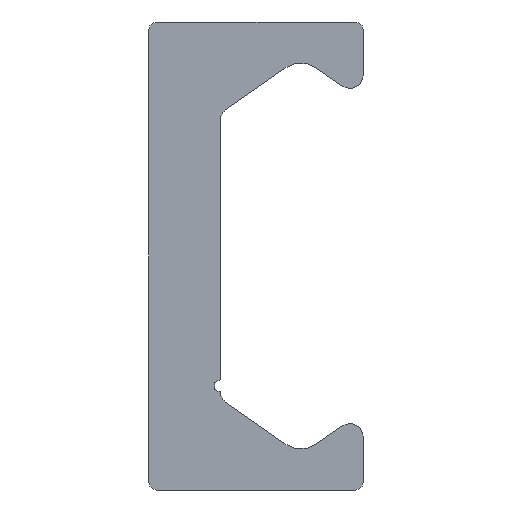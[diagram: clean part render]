
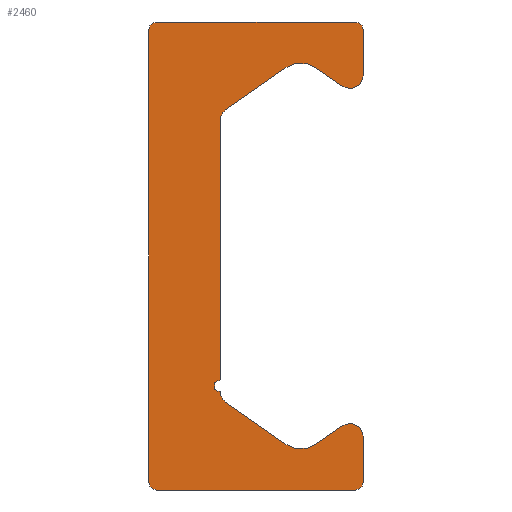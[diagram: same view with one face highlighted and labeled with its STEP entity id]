
A CAD part, left-side view. The second image highlights one B-rep face of the part: STEP entity #2460.
In plain terms, the highlighted planar face has unit normal (-1, 0, 0).
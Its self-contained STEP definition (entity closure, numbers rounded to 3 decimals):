
#1443=CARTESIAN_POINT('',(0.0,1.375,5.214));
#1444=VERTEX_POINT('',#1443);
#1451=CARTESIAN_POINT('',(0.0,1.375,-4.75));
#1452=VERTEX_POINT('',#1451);
#1453=CARTESIAN_POINT('',(0.0,1.375,5.214));
#1454=DIRECTION('',(0.0,0.0,-1.0));
#1455=VECTOR('',#1454,9.964);
#1456=LINE('',#1453,#1455);
#1457=EDGE_CURVE('',#1444,#1452,#1456,.T.);
#1699=CARTESIAN_POINT('',(0.0,3.825,-9.));
#1700=VERTEX_POINT('',#1699);
#1707=CARTESIAN_POINT('',(0.0,4.125,-8.7));
#1708=VERTEX_POINT('',#1707);
#1709=CARTESIAN_POINT('',(0.0,3.825,-8.7));
#1710=DIRECTION('',(1.0,0.0,0.0));
#1711=DIRECTION('',(0.0,0.0,-1.0));
#1712=AXIS2_PLACEMENT_3D('',#1709,#1710,#1711);
#1713=CIRCLE('',#1712,0.3);
#1714=EDGE_CURVE('',#1700,#1708,#1713,.T.);
#1738=CARTESIAN_POINT('',(0.0,-3.825,-9.));
#1739=VERTEX_POINT('',#1738);
#1746=CARTESIAN_POINT('',(0.0,-3.825,-9.));
#1747=DIRECTION('',(0.0,1.0,0.0));
#1748=VECTOR('',#1747,7.65);
#1749=LINE('',#1746,#1748);
#1750=EDGE_CURVE('',#1739,#1700,#1749,.T.);
#1770=CARTESIAN_POINT('',(0.0,-4.125,-8.7));
#1771=VERTEX_POINT('',#1770);
#1778=CARTESIAN_POINT('',(0.0,-3.825,-8.7));
#1779=DIRECTION('',(1.0,0.0,0.0));
#1780=DIRECTION('',(0.0,-1.0,0.0));
#1781=AXIS2_PLACEMENT_3D('',#1778,#1779,#1780);
#1782=CIRCLE('',#1781,0.3);
#1783=EDGE_CURVE('',#1771,#1739,#1782,.T.);
#1802=CARTESIAN_POINT('',(0.0,-4.125,-6.925));
#1803=VERTEX_POINT('',#1802);
#1810=CARTESIAN_POINT('',(0.0,-4.125,-6.925));
#1811=DIRECTION('',(0.0,0.0,-1.0));
#1812=VECTOR('',#1811,1.775);
#1813=LINE('',#1810,#1812);
#1814=EDGE_CURVE('',#1803,#1771,#1813,.T.);
#1834=CARTESIAN_POINT('',(0.0,-3.338,-6.515));
#1835=VERTEX_POINT('',#1834);
#1842=CARTESIAN_POINT('',(0.0,-3.625,-6.925));
#1843=DIRECTION('',(1.0,0.0,0.0));
#1844=DIRECTION('',(0.0,0.574,0.819));
#1845=AXIS2_PLACEMENT_3D('',#1842,#1843,#1844);
#1846=CIRCLE('',#1845,0.5);
#1847=EDGE_CURVE('',#1835,#1803,#1846,.T.);
#1866=CARTESIAN_POINT('',(0.0,-2.299,-7.243));
#1867=VERTEX_POINT('',#1866);
#1874=CARTESIAN_POINT('',(0.0,-2.299,-7.243));
#1875=DIRECTION('',(0.0,-0.819,0.574));
#1876=VECTOR('',#1875,1.269);
#1877=LINE('',#1874,#1876);
#1878=EDGE_CURVE('',#1867,#1835,#1877,.T.);
#1898=CARTESIAN_POINT('',(0.0,-1.151,-7.243));
#1899=VERTEX_POINT('',#1898);
#1906=CARTESIAN_POINT('',(0.0,-1.725,-6.424));
#1907=DIRECTION('',(-1.0,0.0,0.0));
#1908=DIRECTION('',(0.0,0.574,0.819));
#1909=AXIS2_PLACEMENT_3D('',#1906,#1907,#1908);
#1910=CIRCLE('',#1909,1.0);
#1911=EDGE_CURVE('',#1899,#1867,#1910,.T.);
#1930=CARTESIAN_POINT('',(0.0,1.162,-5.624));
#1931=VERTEX_POINT('',#1930);
#1938=CARTESIAN_POINT('',(0.0,1.162,-5.624));
#1939=DIRECTION('',(0.0,-0.819,-0.574));
#1940=VECTOR('',#1939,2.824);
#1941=LINE('',#1938,#1940);
#1942=EDGE_CURVE('',#1931,#1899,#1941,.T.);
#1962=CARTESIAN_POINT('',(0.0,1.375,-5.214));
#1963=VERTEX_POINT('',#1962);
#1970=CARTESIAN_POINT('',(0.0,0.875,-5.214));
#1971=DIRECTION('',(-1.0,0.0,0.0));
#1972=DIRECTION('',(0.0,-0.574,0.819));
#1973=AXIS2_PLACEMENT_3D('',#1970,#1971,#1972);
#1974=CIRCLE('',#1973,0.5);
#1975=EDGE_CURVE('',#1963,#1931,#1974,.T.);
#1994=CARTESIAN_POINT('',(0.0,1.375,-5.25));
#1995=VERTEX_POINT('',#1994);
#2002=CARTESIAN_POINT('',(0.0,1.375,-5.25));
#2003=DIRECTION('',(0.0,0.0,1.0));
#2004=VECTOR('',#2003,0.036);
#2005=LINE('',#2002,#2004);
#2006=EDGE_CURVE('',#1995,#1963,#2005,.T.);
#2046=CARTESIAN_POINT('',(0.0,1.375,-5.0));
#2047=DIRECTION('',(-1.0,0.0,0.0));
#2048=DIRECTION('',(0.0,0.0,1.0));
#2049=AXIS2_PLACEMENT_3D('',#2046,#2047,#2048);
#2050=CIRCLE('',#2049,0.25);
#2051=EDGE_CURVE('',#1452,#1995,#2050,.T.);
#2071=CARTESIAN_POINT('',(0.0,1.162,5.624));
#2072=VERTEX_POINT('',#2071);
#2079=CARTESIAN_POINT('',(0.0,0.875,5.214));
#2080=DIRECTION('',(-1.0,0.0,0.0));
#2081=DIRECTION('',(0.0,-1.0,0.0));
#2082=AXIS2_PLACEMENT_3D('',#2079,#2080,#2081);
#2083=CIRCLE('',#2082,0.5);
#2084=EDGE_CURVE('',#2072,#1444,#2083,.T.);
#2103=CARTESIAN_POINT('',(0.0,-1.151,7.243));
#2104=VERTEX_POINT('',#2103);
#2111=CARTESIAN_POINT('',(0.0,-1.151,7.243));
#2112=DIRECTION('',(0.0,0.819,-0.574));
#2113=VECTOR('',#2112,2.824);
#2114=LINE('',#2111,#2113);
#2115=EDGE_CURVE('',#2104,#2072,#2114,.T.);
#2135=CARTESIAN_POINT('',(0.0,-2.299,7.243));
#2136=VERTEX_POINT('',#2135);
#2143=CARTESIAN_POINT('',(0.0,-1.725,6.424));
#2144=DIRECTION('',(-1.0,0.0,0.0));
#2145=DIRECTION('',(0.0,-0.574,-0.819));
#2146=AXIS2_PLACEMENT_3D('',#2143,#2144,#2145);
#2147=CIRCLE('',#2146,1.0);
#2148=EDGE_CURVE('',#2136,#2104,#2147,.T.);
#2167=CARTESIAN_POINT('',(0.0,-3.338,6.515));
#2168=VERTEX_POINT('',#2167);
#2175=CARTESIAN_POINT('',(0.0,-3.338,6.515));
#2176=DIRECTION('',(0.0,0.819,0.574));
#2177=VECTOR('',#2176,1.269);
#2178=LINE('',#2175,#2177);
#2179=EDGE_CURVE('',#2168,#2136,#2178,.T.);
#2199=CARTESIAN_POINT('',(0.0,-4.125,6.925));
#2200=VERTEX_POINT('',#2199);
#2207=CARTESIAN_POINT('',(0.0,-3.625,6.925));
#2208=DIRECTION('',(1.0,0.0,0.0));
#2209=DIRECTION('',(0.0,-1.0,0.0));
#2210=AXIS2_PLACEMENT_3D('',#2207,#2208,#2209);
#2211=CIRCLE('',#2210,0.5);
#2212=EDGE_CURVE('',#2200,#2168,#2211,.T.);
#2231=CARTESIAN_POINT('',(0.0,-4.125,8.7));
#2232=VERTEX_POINT('',#2231);
#2239=CARTESIAN_POINT('',(0.0,-4.125,8.7));
#2240=DIRECTION('',(0.0,0.0,-1.0));
#2241=VECTOR('',#2240,1.775);
#2242=LINE('',#2239,#2241);
#2243=EDGE_CURVE('',#2232,#2200,#2242,.T.);
#2263=CARTESIAN_POINT('',(0.0,-3.825,9.));
#2264=VERTEX_POINT('',#2263);
#2271=CARTESIAN_POINT('',(0.0,-3.825,8.7));
#2272=DIRECTION('',(1.0,0.0,0.0));
#2273=DIRECTION('',(0.0,0.0,1.0));
#2274=AXIS2_PLACEMENT_3D('',#2271,#2272,#2273);
#2275=CIRCLE('',#2274,0.3);
#2276=EDGE_CURVE('',#2264,#2232,#2275,.T.);
#2295=CARTESIAN_POINT('',(0.0,3.825,9.));
#2296=VERTEX_POINT('',#2295);
#2303=CARTESIAN_POINT('',(0.0,3.825,9.));
#2304=DIRECTION('',(0.0,-1.0,0.0));
#2305=VECTOR('',#2304,7.65);
#2306=LINE('',#2303,#2305);
#2307=EDGE_CURVE('',#2296,#2264,#2306,.T.);
#2327=CARTESIAN_POINT('',(0.0,4.125,8.7));
#2328=VERTEX_POINT('',#2327);
#2335=CARTESIAN_POINT('',(0.0,3.825,8.7));
#2336=DIRECTION('',(1.0,0.0,0.0));
#2337=DIRECTION('',(0.0,1.0,0.0));
#2338=AXIS2_PLACEMENT_3D('',#2335,#2336,#2337);
#2339=CIRCLE('',#2338,0.3);
#2340=EDGE_CURVE('',#2328,#2296,#2339,.T.);
#2358=CARTESIAN_POINT('',(0.0,4.125,-8.7));
#2359=DIRECTION('',(0.0,0.0,1.0));
#2360=VECTOR('',#2359,17.4);
#2361=LINE('',#2358,#2360);
#2362=EDGE_CURVE('',#1708,#2328,#2361,.T.);
#2431=CARTESIAN_POINT('',(0.0,0.856,-0.029));
#2432=DIRECTION('',(1.0,0.0,0.0));
#2433=DIRECTION('',(0.0,0.0,-1.0));
#2434=AXIS2_PLACEMENT_3D('',#2431,#2432,#2433);
#2435=PLANE('',#2434);
#2436=ORIENTED_EDGE('',*,*,#2362,.F.);
#2437=ORIENTED_EDGE('',*,*,#1714,.F.);
#2438=ORIENTED_EDGE('',*,*,#1750,.F.);
#2439=ORIENTED_EDGE('',*,*,#1783,.F.);
#2440=ORIENTED_EDGE('',*,*,#1814,.F.);
#2441=ORIENTED_EDGE('',*,*,#1847,.F.);
#2442=ORIENTED_EDGE('',*,*,#1878,.F.);
#2443=ORIENTED_EDGE('',*,*,#1911,.F.);
#2444=ORIENTED_EDGE('',*,*,#1942,.F.);
#2445=ORIENTED_EDGE('',*,*,#1975,.F.);
#2446=ORIENTED_EDGE('',*,*,#2006,.F.);
#2447=ORIENTED_EDGE('',*,*,#2051,.F.);
#2448=ORIENTED_EDGE('',*,*,#1457,.F.);
#2449=ORIENTED_EDGE('',*,*,#2084,.F.);
#2450=ORIENTED_EDGE('',*,*,#2115,.F.);
#2451=ORIENTED_EDGE('',*,*,#2148,.F.);
#2452=ORIENTED_EDGE('',*,*,#2179,.F.);
#2453=ORIENTED_EDGE('',*,*,#2212,.F.);
#2454=ORIENTED_EDGE('',*,*,#2243,.F.);
#2455=ORIENTED_EDGE('',*,*,#2276,.F.);
#2456=ORIENTED_EDGE('',*,*,#2307,.F.);
#2457=ORIENTED_EDGE('',*,*,#2340,.F.);
#2458=EDGE_LOOP('',(#2436,#2437,#2438,#2439,#2440,#2441,#2442,#2443,#2444,#2445,#2446,#2447,#2448,#2449,#2450,#2451,#2452,#2453,#2454,#2455,#2456,#2457));
#2459=FACE_OUTER_BOUND('',#2458,.T.);
#2460=ADVANCED_FACE('',(#2459),#2435,.F.);
